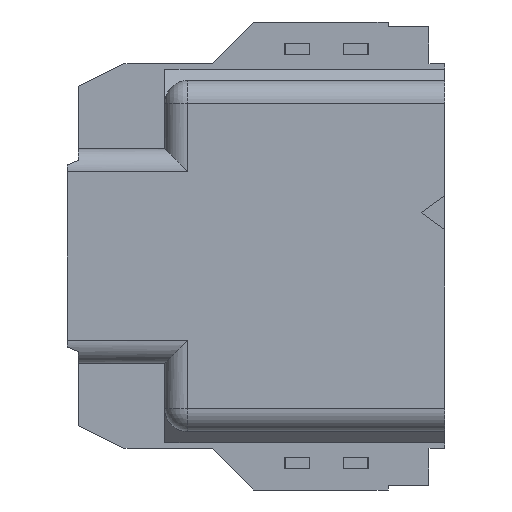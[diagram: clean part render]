
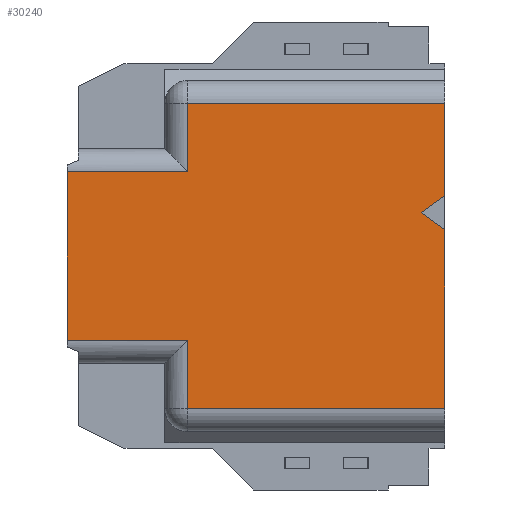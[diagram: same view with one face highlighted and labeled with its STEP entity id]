
A CAD part, left-side view. The second image highlights one B-rep face of the part: STEP entity #30240.
In plain terms, the highlighted planar face has unit normal (-1, 0, 0).
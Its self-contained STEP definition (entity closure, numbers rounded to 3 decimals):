
#7210=CARTESIAN_POINT('',(-11.523,16.681,-31.448));
#7220=VERTEX_POINT('',#7210);
#7370=CARTESIAN_POINT('',(-11.523,17.731,-32.198));
#7380=VERTEX_POINT('',#7370);
#7410=CARTESIAN_POINT('',(-11.523,19.881,-33.733));
#7420=DIRECTION('',(0.,-0.814,0.581));
#7430=VECTOR('',#7420,1.);
#7440=LINE('',#7410,#7430);
#7450=EDGE_CURVE('',#7380,#7220,#7440,.T.);
#9240=CARTESIAN_POINT('',(-11.523,16.681,-40.808));
#9250=VERTEX_POINT('',#9240);
#9280=CARTESIAN_POINT('',(-11.523,16.681,-81.748));
#9290=DIRECTION('',(-0.,0.,1.));
#9300=VECTOR('',#9290,1.);
#9310=LINE('',#9280,#9300);
#9320=CARTESIAN_POINT('',(-11.523,16.681,-32.948));
#9330=VERTEX_POINT('',#9320);
#9340=EDGE_CURVE('',#9250,#9330,#9310,.T.);
#9510=CARTESIAN_POINT('',(-11.523,16.681,-81.748));
#9520=DIRECTION('',(-0.,0.,1.));
#9530=VECTOR('',#9520,1.);
#9540=LINE('',#9510,#9530);
#9550=CARTESIAN_POINT('',(-11.523,16.681,-27.398));
#9560=VERTEX_POINT('',#9550);
#9570=EDGE_CURVE('',#7220,#9560,#9540,.T.);
#13050=CARTESIAN_POINT('',(-11.523,33.281,-37.808));
#13060=VERTEX_POINT('',#13050);
#13400=CARTESIAN_POINT('',(-11.523,33.281,-30.398));
#13410=VERTEX_POINT('',#13400);
#13440=CARTESIAN_POINT('',(-11.523,33.281,-81.748));
#13450=DIRECTION('',(0.,0.,-1.));
#13460=VECTOR('',#13450,1.);
#13470=LINE('',#13440,#13460);
#13480=EDGE_CURVE('',#13410,#13060,#13470,.T.);
#24870=CARTESIAN_POINT('',(-11.523,27.981,-40.807));
#24880=VERTEX_POINT('',#24870);
#25090=CARTESIAN_POINT('',(-11.523,19.881,-30.662));
#25100=DIRECTION('',(0.,0.814,0.581));
#25110=VECTOR('',#25100,1.);
#25120=LINE('',#25090,#25110);
#25130=EDGE_CURVE('',#9330,#7380,#25120,.T.);
#25940=CARTESIAN_POINT('',(-11.523,27.981,-30.398));
#25950=DIRECTION('',(0.,0.,1.));
#25960=VECTOR('',#25950,1.);
#25970=LINE('',#25940,#25960);
#25980=CARTESIAN_POINT('',(-11.523,27.981,-30.398));
#25990=VERTEX_POINT('',#25980);
#26000=CARTESIAN_POINT('',(-11.523,27.981,-27.398));
#26010=VERTEX_POINT('',#26000);
#26020=EDGE_CURVE('',#25990,#26010,#25970,.T.);
#27980=CARTESIAN_POINT('',(-11.523,27.981,-27.398));
#27990=DIRECTION('',(0.,-1.,0.));
#28000=VECTOR('',#27990,1.);
#28010=LINE('',#27980,#28000);
#28020=EDGE_CURVE('',#26010,#9560,#28010,.T.);
#28770=CARTESIAN_POINT('',(-11.523,16.681,-40.808));
#28780=DIRECTION('',(0.,1.,0.));
#28790=VECTOR('',#28780,1.);
#28800=LINE('',#28770,#28790);
#28810=EDGE_CURVE('',#9250,#24880,#28800,.T.);
#29890=CARTESIAN_POINT('',(-11.523,16.266,-27.062));
#29900=DIRECTION('',(-1.,0.,0.));
#29910=DIRECTION('',(0.,1.,0.));
#29920=AXIS2_PLACEMENT_3D('',#29890,#29900,#29910);
#29930=PLANE('',#29920);
#29940=CARTESIAN_POINT('',(-11.523,27.981,-37.808));
#29950=DIRECTION('',(0.,0.,-1.));
#29960=VECTOR('',#29950,1.);
#29970=LINE('',#29940,#29960);
#29980=CARTESIAN_POINT('',(-11.523,27.981,-37.808));
#29990=VERTEX_POINT('',#29980);
#30000=EDGE_CURVE('',#29990,#24880,#29970,.T.);
#30010=ORIENTED_EDGE('',*,*,#30000,.T.);
#30020=CARTESIAN_POINT('',(-11.523,33.281,-37.808));
#30030=DIRECTION('',(0.,-1.,0.));
#30040=VECTOR('',#30030,1.);
#30050=LINE('',#30020,#30040);
#30060=EDGE_CURVE('',#13060,#29990,#30050,.T.);
#30070=ORIENTED_EDGE('',*,*,#30060,.T.);
#30080=ORIENTED_EDGE('',*,*,#13480,.T.);
#30090=CARTESIAN_POINT('',(-11.523,33.281,-30.398));
#30100=DIRECTION('',(0.,-1.,0.));
#30110=VECTOR('',#30100,1.);
#30120=LINE('',#30090,#30110);
#30130=EDGE_CURVE('',#13410,#25990,#30120,.T.);
#30140=ORIENTED_EDGE('',*,*,#30130,.F.);
#30150=ORIENTED_EDGE('',*,*,#26020,.F.);
#30160=ORIENTED_EDGE('',*,*,#28020,.F.);
#30170=ORIENTED_EDGE('',*,*,#9570,.T.);
#30180=ORIENTED_EDGE('',*,*,#7450,.T.);
#30190=ORIENTED_EDGE('',*,*,#25130,.T.);
#30200=ORIENTED_EDGE('',*,*,#9340,.T.);
#30210=ORIENTED_EDGE('',*,*,#28810,.F.);
#30220=EDGE_LOOP('',(#30210,#30200,#30190,#30180,#30170,#30160,#30150,
#30140,#30080,#30070,#30010));
#30230=FACE_OUTER_BOUND('',#30220,.T.);
#30240=ADVANCED_FACE('',(#30230),#29930,.T.);
